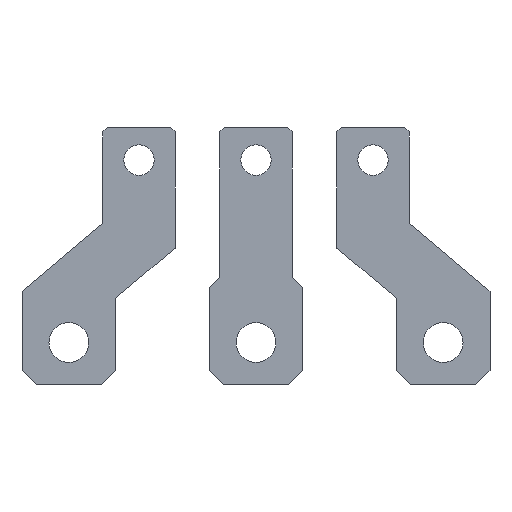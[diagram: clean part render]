
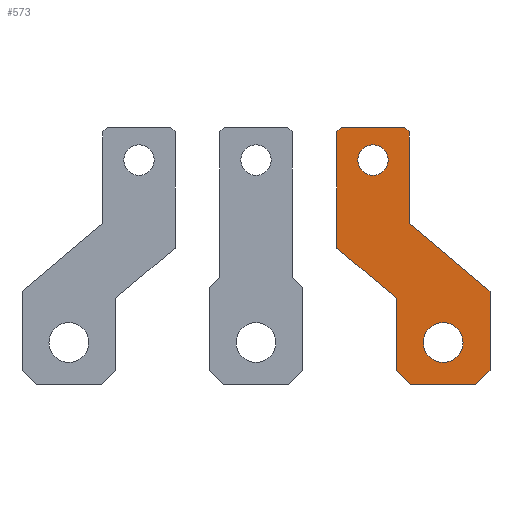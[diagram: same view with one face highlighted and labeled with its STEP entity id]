
A CAD part, front view. The second image highlights one B-rep face of the part: STEP entity #573.
In plain terms, the highlighted planar face has unit normal (0, -1, 0).
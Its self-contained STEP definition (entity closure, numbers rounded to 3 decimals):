
#434=AXIS2_PLACEMENT_3D('Circle Axis2P3D',#432,#433,$) ;
#451=AXIS2_PLACEMENT_3D('Circle Axis2P3D',#449,#450,$) ;
#491=AXIS2_PLACEMENT_3D('Circle Axis2P3D',#489,#490,$) ;
#508=AXIS2_PLACEMENT_3D('Circle Axis2P3D',#506,#507,$) ;
#549=AXIS2_PLACEMENT_3D('Plane Axis2P3D',#546,#547,#548) ;
#37=CARTESIAN_POINT('Line Origine',(31.5,25.,-103.75)) ;
#41=CARTESIAN_POINT('Vertex',(33.,25.,-105.25)) ;
#43=CARTESIAN_POINT('Vertex',(30.,25.,-102.25)) ;
#77=CARTESIAN_POINT('Line Origine',(30.,25.,-94.497)) ;
#81=CARTESIAN_POINT('Vertex',(30.,25.,-86.744)) ;
#108=CARTESIAN_POINT('Line Origine',(23.625,25.,-81.394)) ;
#112=CARTESIAN_POINT('Vertex',(17.25,25.,-76.045)) ;
#139=CARTESIAN_POINT('Line Origine',(17.25,25.,-63.648)) ;
#143=CARTESIAN_POINT('Vertex',(17.25,25.,-51.25)) ;
#170=CARTESIAN_POINT('Line Origine',(17.75,25.,-50.75)) ;
#174=CARTESIAN_POINT('Vertex',(18.25,25.,-50.25)) ;
#201=CARTESIAN_POINT('Line Origine',(25.,25.,-50.25)) ;
#205=CARTESIAN_POINT('Vertex',(31.75,25.,-50.25)) ;
#232=CARTESIAN_POINT('Line Origine',(32.25,25.,-50.75)) ;
#236=CARTESIAN_POINT('Vertex',(32.75,25.,-51.25)) ;
#263=CARTESIAN_POINT('Line Origine',(32.75,25.,-61.013)) ;
#267=CARTESIAN_POINT('Vertex',(32.75,25.,-70.776)) ;
#294=CARTESIAN_POINT('Line Origine',(41.375,25.,-78.013)) ;
#298=CARTESIAN_POINT('Vertex',(50.,25.,-85.25)) ;
#325=CARTESIAN_POINT('Line Origine',(50.,25.,-93.75)) ;
#329=CARTESIAN_POINT('Vertex',(50.,25.,-102.25)) ;
#356=CARTESIAN_POINT('Line Origine',(48.5,25.,-103.75)) ;
#360=CARTESIAN_POINT('Vertex',(47.,25.,-105.25)) ;
#387=CARTESIAN_POINT('Line Origine',(40.,25.,-105.25)) ;
#415=CARTESIAN_POINT('Vertex',(35.75,25.,-96.25)) ;
#429=CARTESIAN_POINT('Vertex',(44.25,25.,-96.25)) ;
#432=CARTESIAN_POINT('Axis2P3D Location',(40.,25.,-96.25)) ;
#449=CARTESIAN_POINT('Axis2P3D Location',(40.,25.,-96.25)) ;
#472=CARTESIAN_POINT('Vertex',(21.75,25.,-57.25)) ;
#486=CARTESIAN_POINT('Vertex',(28.25,25.,-57.25)) ;
#489=CARTESIAN_POINT('Axis2P3D Location',(25.,25.,-57.25)) ;
#506=CARTESIAN_POINT('Axis2P3D Location',(25.,25.,-57.25)) ;
#546=CARTESIAN_POINT('Axis2P3D Location',(0.,25.,0.)) ;
#38=DIRECTION('Vector Direction',(0.707,0.,-0.707)) ;
#78=DIRECTION('Vector Direction',(0.,0.,-1.)) ;
#109=DIRECTION('Vector Direction',(0.766,0.,-0.643)) ;
#140=DIRECTION('Vector Direction',(0.,0.,-1.)) ;
#171=DIRECTION('Vector Direction',(-0.707,0.,-0.707)) ;
#202=DIRECTION('Vector Direction',(-1.,0.,0.)) ;
#233=DIRECTION('Vector Direction',(0.707,0.,-0.707)) ;
#264=DIRECTION('Vector Direction',(0.,0.,1.)) ;
#295=DIRECTION('Vector Direction',(-0.766,0.,0.643)) ;
#326=DIRECTION('Vector Direction',(0.,0.,1.)) ;
#357=DIRECTION('Vector Direction',(0.707,0.,0.707)) ;
#388=DIRECTION('Vector Direction',(1.,0.,0.)) ;
#433=DIRECTION('Axis2P3D Direction',(-0.,1.,0.)) ;
#450=DIRECTION('Axis2P3D Direction',(-0.,1.,0.)) ;
#490=DIRECTION('Axis2P3D Direction',(-0.,1.,0.)) ;
#507=DIRECTION('Axis2P3D Direction',(-0.,1.,0.)) ;
#547=DIRECTION('Axis2P3D Direction',(-0.,1.,0.)) ;
#548=DIRECTION('Axis2P3D XDirection',(1.,0.,0.)) ;
#39=VECTOR('Line Direction',#38,1.) ;
#79=VECTOR('Line Direction',#78,1.) ;
#110=VECTOR('Line Direction',#109,1.) ;
#141=VECTOR('Line Direction',#140,1.) ;
#172=VECTOR('Line Direction',#171,1.) ;
#203=VECTOR('Line Direction',#202,1.) ;
#234=VECTOR('Line Direction',#233,1.) ;
#265=VECTOR('Line Direction',#264,1.) ;
#296=VECTOR('Line Direction',#295,1.) ;
#327=VECTOR('Line Direction',#326,1.) ;
#358=VECTOR('Line Direction',#357,1.) ;
#389=VECTOR('Line Direction',#388,1.) ;
#552=ORIENTED_EDGE('',*,*,#391,.F.) ;
#553=ORIENTED_EDGE('',*,*,#362,.F.) ;
#554=ORIENTED_EDGE('',*,*,#331,.F.) ;
#555=ORIENTED_EDGE('',*,*,#300,.F.) ;
#556=ORIENTED_EDGE('',*,*,#269,.F.) ;
#557=ORIENTED_EDGE('',*,*,#238,.F.) ;
#558=ORIENTED_EDGE('',*,*,#207,.F.) ;
#559=ORIENTED_EDGE('',*,*,#176,.F.) ;
#560=ORIENTED_EDGE('',*,*,#145,.F.) ;
#561=ORIENTED_EDGE('',*,*,#114,.F.) ;
#562=ORIENTED_EDGE('',*,*,#83,.F.) ;
#563=ORIENTED_EDGE('',*,*,#45,.F.) ;
#566=ORIENTED_EDGE('',*,*,#453,.T.) ;
#567=ORIENTED_EDGE('',*,*,#436,.T.) ;
#570=ORIENTED_EDGE('',*,*,#510,.T.) ;
#571=ORIENTED_EDGE('',*,*,#493,.T.) ;
#568=FACE_BOUND('',#565,.T.) ;
#572=FACE_BOUND('',#569,.T.) ;
#573=ADVANCED_FACE('Terminali anteriori prolungati divaricati ES inferiori',(#564,#568,#572),#550,.F.) ;
#435=CIRCLE('generated circle',#434,4.25) ;
#452=CIRCLE('generated circle',#451,4.25) ;
#492=CIRCLE('generated circle',#491,3.25) ;
#509=CIRCLE('generated circle',#508,3.25) ;
#45=EDGE_CURVE('',#42,#44,#40,.F.) ;
#83=EDGE_CURVE('',#44,#82,#80,.F.) ;
#114=EDGE_CURVE('',#82,#113,#111,.F.) ;
#145=EDGE_CURVE('',#113,#144,#142,.F.) ;
#176=EDGE_CURVE('',#144,#175,#173,.F.) ;
#207=EDGE_CURVE('',#175,#206,#204,.F.) ;
#238=EDGE_CURVE('',#206,#237,#235,.T.) ;
#269=EDGE_CURVE('',#237,#268,#266,.F.) ;
#300=EDGE_CURVE('',#268,#299,#297,.F.) ;
#331=EDGE_CURVE('',#299,#330,#328,.F.) ;
#362=EDGE_CURVE('',#330,#361,#359,.F.) ;
#391=EDGE_CURVE('',#361,#42,#390,.F.) ;
#436=EDGE_CURVE('',#416,#430,#435,.T.) ;
#453=EDGE_CURVE('',#430,#416,#452,.T.) ;
#493=EDGE_CURVE('',#473,#487,#492,.T.) ;
#510=EDGE_CURVE('',#487,#473,#509,.T.) ;
#551=EDGE_LOOP('',(#552,#553,#554,#555,#556,#557,#558,#559,#560,#561,#562,#563)) ;
#565=EDGE_LOOP('',(#566,#567)) ;
#569=EDGE_LOOP('',(#570,#571)) ;
#564=FACE_OUTER_BOUND('',#551,.T.) ;
#40=LINE('Line',#37,#39) ;
#80=LINE('Line',#77,#79) ;
#111=LINE('Line',#108,#110) ;
#142=LINE('Line',#139,#141) ;
#173=LINE('Line',#170,#172) ;
#204=LINE('Line',#201,#203) ;
#235=LINE('Line',#232,#234) ;
#266=LINE('Line',#263,#265) ;
#297=LINE('Line',#294,#296) ;
#328=LINE('Line',#325,#327) ;
#359=LINE('Line',#356,#358) ;
#390=LINE('Line',#387,#389) ;
#550=PLANE('',#549) ;
#42=VERTEX_POINT('',#41) ;
#44=VERTEX_POINT('',#43) ;
#82=VERTEX_POINT('',#81) ;
#113=VERTEX_POINT('',#112) ;
#144=VERTEX_POINT('',#143) ;
#175=VERTEX_POINT('',#174) ;
#206=VERTEX_POINT('',#205) ;
#237=VERTEX_POINT('',#236) ;
#268=VERTEX_POINT('',#267) ;
#299=VERTEX_POINT('',#298) ;
#330=VERTEX_POINT('',#329) ;
#361=VERTEX_POINT('',#360) ;
#416=VERTEX_POINT('',#415) ;
#430=VERTEX_POINT('',#429) ;
#473=VERTEX_POINT('',#472) ;
#487=VERTEX_POINT('',#486) ;
